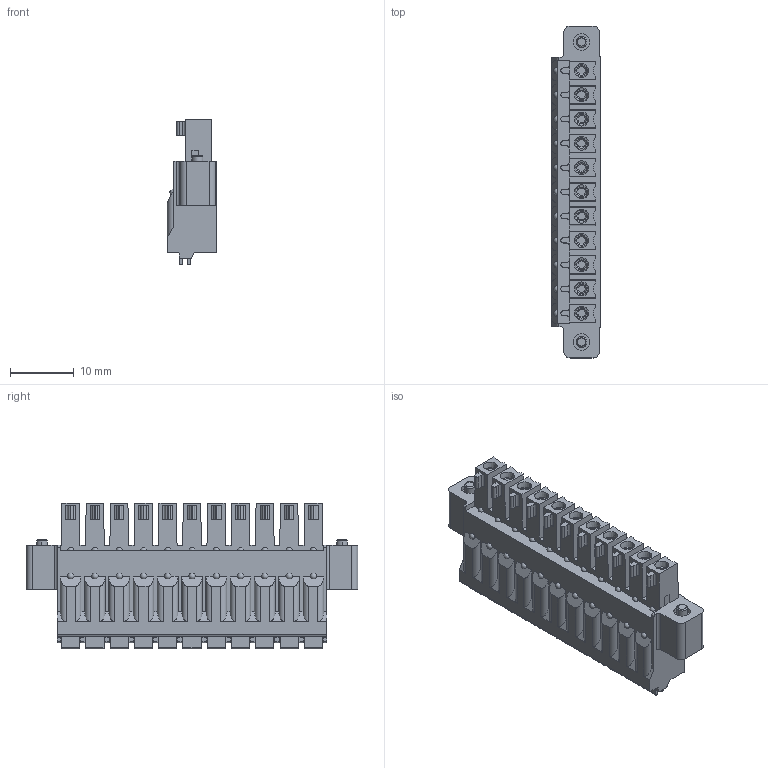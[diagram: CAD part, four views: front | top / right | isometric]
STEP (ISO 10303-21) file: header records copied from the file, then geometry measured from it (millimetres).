
FILE_DESCRIPTION((''),'2;1');
FILE_NAME('TLPSW-107-06P-X','2024-09-24T',('sheji'),(''),'PRO/ENGINEER BY PARAMETRIC TECHNOLOGY CORPORATION, 2015240','PRO/ENGINEER BY PARAMETRIC TECHNOLOGY CORPORATION, 2015240','');
FILE_SCHEMA(('CONFIG_CONTROL_DESIGN'));
Length unit declared in the file: millimetre
Products named in the file (1): TLPSW-107-06P-X
Bounding box: 7.75 x 52.1 x 22.9 mm (x, y, z)
Volume: 5383.3 mm3; surface area: 4397 mm2
Topology: 1 solids, 1 shells, 786 faces, 2172 edges, 1430 vertices
Faces by surface type: plane 390, cylinder 278, cone 66, torus 30, sphere 22
Entity records: 25687 total; most frequent: CARTESIAN_POINT 5059, DIRECTION 4440, ORIENTED_EDGE 4300, EDGE_CURVE 2150, AXIS2_PLACEMENT_3D 1600, VERTEX_POINT 1430, VECTOR 1240, LINE 1240
